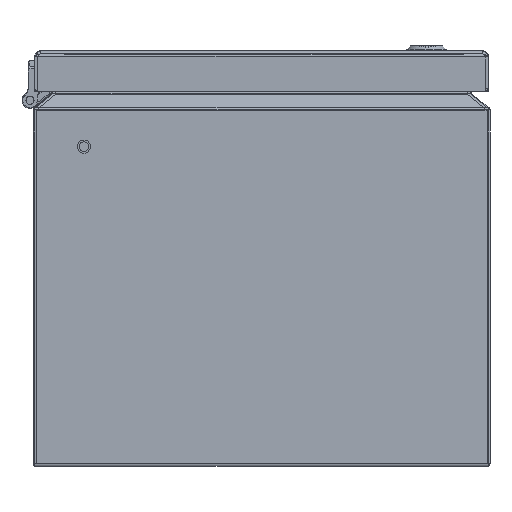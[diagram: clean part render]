
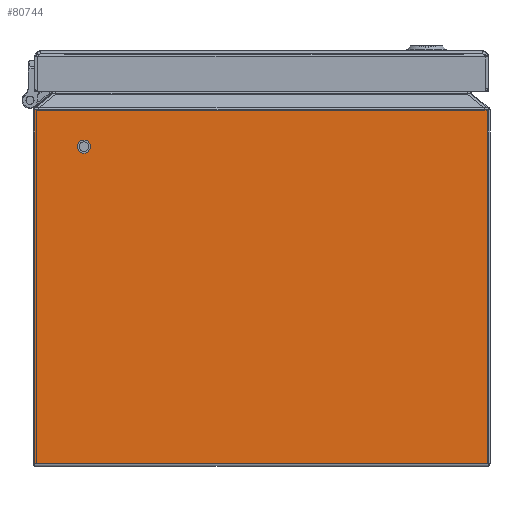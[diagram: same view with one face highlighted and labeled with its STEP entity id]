
A CAD part, front view. The second image highlights one B-rep face of the part: STEP entity #80744.
In plain terms, the highlighted planar face has unit normal (0, -1, 0).
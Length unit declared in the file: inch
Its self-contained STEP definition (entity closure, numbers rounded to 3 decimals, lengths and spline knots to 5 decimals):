
#2848 = CARTESIAN_POINT ( 'NONE',  ( -4.47, -15., 7.0213 ) ) ;
#3395 = VERTEX_POINT ( 'NONE', #75765 ) ;
#4898 = EDGE_CURVE ( 'NONE', #91078, #43937, #97264, .T. ) ;
#11757 = CARTESIAN_POINT ( 'NONE',  ( -4.47, -15., 7.04488 ) ) ;
#12798 = EDGE_LOOP ( 'NONE', ( #73384, #66412, #98188, #63151 ) ) ;
#25471 = EDGE_CURVE ( 'NONE', #3395, #82222, #63128, .T. ) ;
#27641 = AXIS2_PLACEMENT_3D ( 'NONE', #64477, #28897, #66903 ) ;
#28897 = DIRECTION ( 'NONE',  ( 0., 1., 0. ) ) ;
#29325 = DIRECTION ( 'NONE',  ( 0., 0., -1. ) ) ;
#34950 = CARTESIAN_POINT ( 'NONE',  ( 4.47, -15., 0.05 ) ) ;
#36324 = EDGE_CURVE ( 'NONE', #3395, #91078, #80377, .T. ) ;
#41919 = EDGE_CURVE ( 'NONE', #43937, #82222, #81789, .T. ) ;
#42228 = CARTESIAN_POINT ( 'NONE',  ( -4.47, -15., 7.0213 ) ) ;
#43937 = VERTEX_POINT ( 'NONE', #121150 ) ;
#47318 = VECTOR ( 'NONE', #70879, 39.37008 ) ;
#61182 = VECTOR ( 'NONE', #119849, 39.37008 ) ;
#63128 = LINE ( 'NONE', #63734, #88054 ) ;
#63151 = ORIENTED_EDGE ( 'NONE', *, *, #36324, .T. ) ;
#63734 = CARTESIAN_POINT ( 'NONE',  ( 4.47, -15., 7.04488 ) ) ;
#64477 = CARTESIAN_POINT ( 'NONE',  ( -4.47, -15., 7.04488 ) ) ;
#66412 = ORIENTED_EDGE ( 'NONE', *, *, #41919, .T. ) ;
#66903 = DIRECTION ( 'NONE',  ( -1., 0., 0. ) ) ;
#70879 = DIRECTION ( 'NONE',  ( -1., 0., 0. ) ) ;
#73384 = ORIENTED_EDGE ( 'NONE', *, *, #4898, .T. ) ;
#75765 = CARTESIAN_POINT ( 'NONE',  ( 4.47, -15., 7.0213 ) ) ;
#80377 = LINE ( 'NONE', #2848, #47318 ) ;
#80707 = DIRECTION ( 'NONE',  ( 0., 0., -1. ) ) ;
#80744 = ADVANCED_FACE ( 'NONE', ( #105014 ), #103769, .F. ) ;
#81789 = LINE ( 'NONE', #98558, #61182 ) ;
#82222 = VERTEX_POINT ( 'NONE', #34950 ) ;
#87035 = VECTOR ( 'NONE', #29325, 39.37008 ) ;
#88054 = VECTOR ( 'NONE', #80707, 39.37008 ) ;
#91078 = VERTEX_POINT ( 'NONE', #42228 ) ;
#97264 = LINE ( 'NONE', #11757, #87035 ) ;
#98188 = ORIENTED_EDGE ( 'NONE', *, *, #25471, .F. ) ;
#98558 = CARTESIAN_POINT ( 'NONE',  ( -4.47, -15., 0.05 ) ) ;
#103769 = PLANE ( 'NONE',  #27641 ) ;
#105014 = FACE_OUTER_BOUND ( 'NONE', #12798, .T. ) ;
#119849 = DIRECTION ( 'NONE',  ( 1., 0., 0. ) ) ;
#121150 = CARTESIAN_POINT ( 'NONE',  ( -4.47, -15., 0.05 ) ) ;
